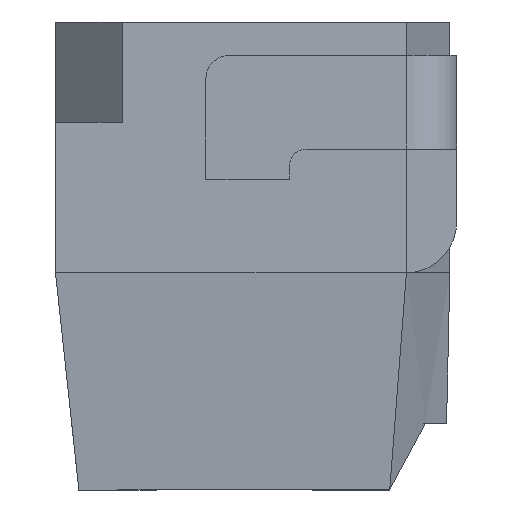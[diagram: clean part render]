
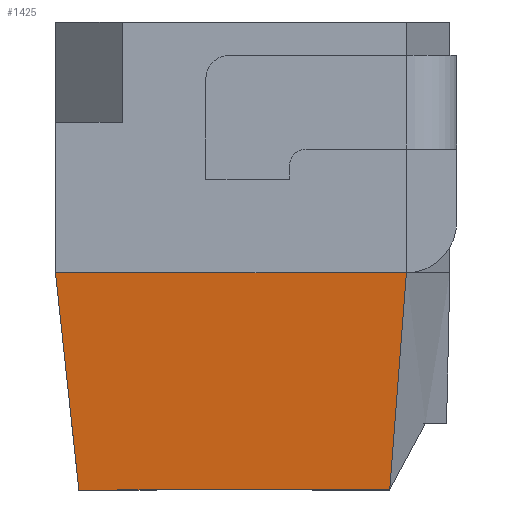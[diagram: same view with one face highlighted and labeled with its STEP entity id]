
A CAD part, front view. The second image highlights one B-rep face of the part: STEP entity #1425.
In plain terms, the highlighted planar face has unit normal (0, -0.997, -0.077).
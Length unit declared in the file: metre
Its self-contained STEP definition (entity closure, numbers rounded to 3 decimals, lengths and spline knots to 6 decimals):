
#31 = CARTESIAN_POINT ( 'NONE',  ( 0.0004, -0.00155, -0.0014 ) ) ;
#150 = ORIENTED_EDGE ( 'NONE', *, *, #1420, .T. ) ;
#227 = LINE ( 'NONE', #1048, #1628 ) ;
#296 = EDGE_LOOP ( 'NONE', ( #2720, #150, #2376, #2711 ) ) ;
#443 = CARTESIAN_POINT ( 'NONE',  ( 0.00045, -0.0016, -0.00075 ) ) ;
#650 = CARTESIAN_POINT ( 'NONE',  ( 0.00058, -0.00155, -0.0014 ) ) ;
#662 = DIRECTION ( 'NONE',  ( 0., 0.077, -0.997 ) ) ;
#851 = EDGE_CURVE ( 'NONE', #1541, #2497, #227, .T. ) ;
#1013 = AXIS2_PLACEMENT_3D ( 'NONE', #3367, #3380, #662 ) ;
#1048 = CARTESIAN_POINT ( 'NONE',  ( 0.0004, -0.00155, -0.0014 ) ) ;
#1210 = CARTESIAN_POINT ( 'NONE',  ( -0.0006, -0.0016, -0.00075 ) ) ;
#1329 = CARTESIAN_POINT ( 'NONE',  ( -0.00053, -0.00155, -0.0014 ) ) ;
#1344 = DIRECTION ( 'NONE',  ( 0.076, -0.076, 0.994 ) ) ;
#1386 = LINE ( 'NONE', #1210, #2841 ) ;
#1408 = EDGE_CURVE ( 'NONE', #1485, #2855, #1386, .T. ) ;
#1420 = EDGE_CURVE ( 'NONE', #2855, #1541, #3556, .T. ) ;
#1425 = ADVANCED_FACE ( 'NONE', ( #2125 ), #2050, .T. ) ;
#1456 = DIRECTION ( 'NONE',  ( 0.107, 0.076, -0.991 ) ) ;
#1485 = VERTEX_POINT ( 'NONE', #2846 ) ;
#1541 = VERTEX_POINT ( 'NONE', #31 ) ;
#1628 = VECTOR ( 'NONE', #1344, 1. ) ;
#1757 = DIRECTION ( 'NONE',  ( 1., 0., 0. ) ) ;
#1811 = VECTOR ( 'NONE', #2372, 1. ) ;
#2050 = PLANE ( 'NONE',  #1013 ) ;
#2119 = CARTESIAN_POINT ( 'NONE',  ( -0.0006, -0.0016, -0.00075 ) ) ;
#2125 = FACE_OUTER_BOUND ( 'NONE', #296, .T. ) ;
#2372 = DIRECTION ( 'NONE',  ( 1., 0., 0. ) ) ;
#2376 = ORIENTED_EDGE ( 'NONE', *, *, #851, .T. ) ;
#2497 = VERTEX_POINT ( 'NONE', #443 ) ;
#2501 = EDGE_CURVE ( 'NONE', #1485, #2497, #2909, .T. ) ;
#2711 = ORIENTED_EDGE ( 'NONE', *, *, #2501, .F. ) ;
#2720 = ORIENTED_EDGE ( 'NONE', *, *, #1408, .T. ) ;
#2841 = VECTOR ( 'NONE', #1456, 1. ) ;
#2846 = CARTESIAN_POINT ( 'NONE',  ( -0.0006, -0.0016, -0.00075 ) ) ;
#2855 = VERTEX_POINT ( 'NONE', #1329 ) ;
#2909 = LINE ( 'NONE', #2119, #1811 ) ;
#3367 = CARTESIAN_POINT ( 'NONE',  ( 0.00058, -0.00155, -0.0014 ) ) ;
#3380 = DIRECTION ( 'NONE',  ( 0., -0.997, -0.077 ) ) ;
#3464 = VECTOR ( 'NONE', #1757, 1. ) ;
#3556 = LINE ( 'NONE', #650, #3464 ) ;
